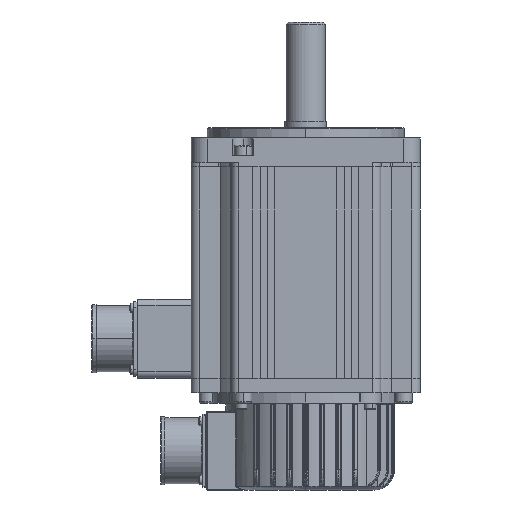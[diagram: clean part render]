
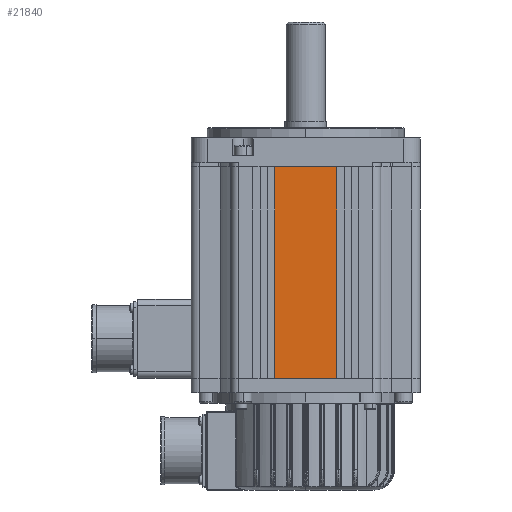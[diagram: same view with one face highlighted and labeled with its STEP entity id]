
A CAD part, left-side view. The second image highlights one B-rep face of the part: STEP entity #21840.
In plain terms, the highlighted planar face has unit normal (-1, 0, 0).
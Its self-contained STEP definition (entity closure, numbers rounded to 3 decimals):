
#2188 = DIRECTION ( 'NONE',  ( 1., 0., 0. ) ) ;
#2563 = DIRECTION ( 'NONE',  ( 0., 1., 0. ) ) ;
#5152 = PLANE ( 'NONE',  #27821 ) ;
#8433 = DIRECTION ( 'NONE',  ( 0., 0., -1. ) ) ;
#10399 = CARTESIAN_POINT ( 'NONE',  ( -55.25, 15., 0. ) ) ;
#11702 = DIRECTION ( 'NONE',  ( 0., 0., -1. ) ) ;
#14403 = CARTESIAN_POINT ( 'NONE',  ( -55.25, -15., 102. ) ) ;
#15032 = EDGE_CURVE ( 'NONE', #38485, #35160, #20648, .T. ) ;
#15109 = EDGE_CURVE ( 'NONE', #38485, #20278, #36786, .T. ) ;
#17523 = EDGE_CURVE ( 'NONE', #35160, #24138, #17596, .T. ) ;
#17596 = LINE ( 'NONE', #31313, #30226 ) ;
#17868 = CARTESIAN_POINT ( 'NONE',  ( -55.25, 15., 102. ) ) ;
#20278 = VERTEX_POINT ( 'NONE', #30042 ) ;
#20462 = CARTESIAN_POINT ( 'NONE',  ( -55.25, 55.25, 102. ) ) ;
#20648 = LINE ( 'NONE', #17868, #29232 ) ;
#21042 = CARTESIAN_POINT ( 'NONE',  ( -55.25, 55.25, 102. ) ) ;
#21840 = ADVANCED_FACE ( 'NONE', ( #32417 ), #5152, .F. ) ;
#23657 = ORIENTED_EDGE ( 'NONE', *, *, #15109, .F. ) ;
#23736 = LINE ( 'NONE', #14403, #26793 ) ;
#24138 = VERTEX_POINT ( 'NONE', #27203 ) ;
#24592 = DIRECTION ( 'NONE',  ( 0., -1., 0. ) ) ;
#26793 = VECTOR ( 'NONE', #8433, 1000. ) ;
#27203 = CARTESIAN_POINT ( 'NONE',  ( -55.25, -15., 0. ) ) ;
#27821 = AXIS2_PLACEMENT_3D ( 'NONE', #20462, #2188, #2563 ) ;
#27872 = ORIENTED_EDGE ( 'NONE', *, *, #15032, .T. ) ;
#27930 = VECTOR ( 'NONE', #24592, 1000. ) ;
#29232 = VECTOR ( 'NONE', #11702, 1000. ) ;
#30001 = ORIENTED_EDGE ( 'NONE', *, *, #17523, .T. ) ;
#30042 = CARTESIAN_POINT ( 'NONE',  ( -55.25, -15., 102. ) ) ;
#30226 = VECTOR ( 'NONE', #34108, 1000. ) ;
#30398 = EDGE_LOOP ( 'NONE', ( #23657, #27872, #30001, #30456 ) ) ;
#30456 = ORIENTED_EDGE ( 'NONE', *, *, #35963, .F. ) ;
#31313 = CARTESIAN_POINT ( 'NONE',  ( -55.25, 55.25, 0. ) ) ;
#32417 = FACE_OUTER_BOUND ( 'NONE', #30398, .T. ) ;
#33302 = CARTESIAN_POINT ( 'NONE',  ( -55.25, 15., 102. ) ) ;
#34108 = DIRECTION ( 'NONE',  ( 0., -1., 0. ) ) ;
#35160 = VERTEX_POINT ( 'NONE', #10399 ) ;
#35963 = EDGE_CURVE ( 'NONE', #20278, #24138, #23736, .T. ) ;
#36786 = LINE ( 'NONE', #21042, #27930 ) ;
#38485 = VERTEX_POINT ( 'NONE', #33302 ) ;
